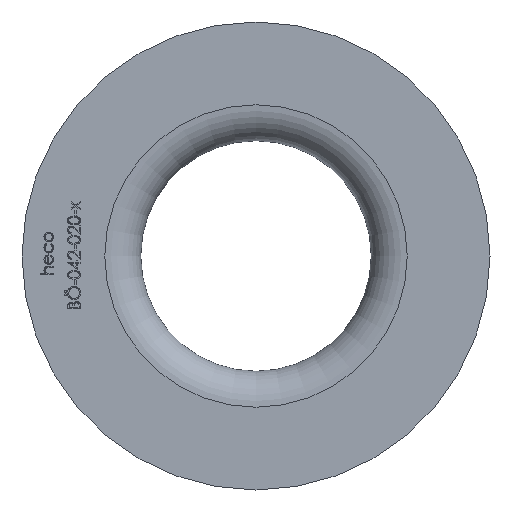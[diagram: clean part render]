
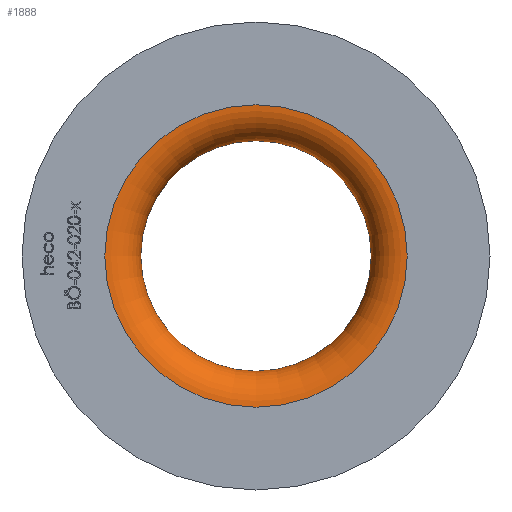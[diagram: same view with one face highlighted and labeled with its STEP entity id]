
A CAD part, left-side view. The second image highlights one B-rep face of the part: STEP entity #1888.
In plain terms, the highlighted toroidal (fillet/blend) face has major radius 25.2 mm and minor radius 6 mm.
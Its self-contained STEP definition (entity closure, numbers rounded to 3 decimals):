
#207 = ORIENTED_EDGE ( 'NONE', *, *, #3316, .F. ) ;
#358 = EDGE_LOOP ( 'NONE', ( #207 ) ) ;
#1627 = CARTESIAN_POINT ( 'NONE',  ( 6., 0., 0. ) ) ;
#1888 = ADVANCED_FACE ( 'NONE', ( #9852, #3831 ), #6795, .T. ) ;
#2057 = VERTEX_POINT ( 'NONE', #5753 ) ;
#2933 = DIRECTION ( 'NONE',  ( -1., 0., 0. ) ) ;
#3316 = EDGE_CURVE ( 'NONE', #12340, #12340, #13134, .T. ) ;
#3831 = FACE_OUTER_BOUND ( 'NONE', #12021, .T. ) ;
#4291 = ORIENTED_EDGE ( 'NONE', *, *, #14741, .T. ) ;
#4732 = DIRECTION ( 'NONE',  ( -1., 0., 0. ) ) ;
#5753 = CARTESIAN_POINT ( 'NONE',  ( 0., 0., 25.2 ) ) ;
#6465 = DIRECTION ( 'NONE',  ( 0., 0., 1. ) ) ;
#6467 = DIRECTION ( 'NONE',  ( 0., 0., 1. ) ) ;
#6795 = TOROIDAL_SURFACE ( 'NONE', #10177, 25.2, 6. ) ;
#8622 = DIRECTION ( 'NONE',  ( 0., 0., 1. ) ) ;
#8739 = AXIS2_PLACEMENT_3D ( 'NONE', #10914, #9780, #6465 ) ;
#8992 = CARTESIAN_POINT ( 'NONE',  ( 6., 0., 19.2 ) ) ;
#9780 = DIRECTION ( 'NONE',  ( -1., 0., 0. ) ) ;
#9852 = FACE_OUTER_BOUND ( 'NONE', #358, .T. ) ;
#9979 = AXIS2_PLACEMENT_3D ( 'NONE', #1627, #4732, #8622 ) ;
#10177 = AXIS2_PLACEMENT_3D ( 'NONE', #14418, #2933, #6467 ) ;
#10914 = CARTESIAN_POINT ( 'NONE',  ( 0., 0., 0. ) ) ;
#10997 = CIRCLE ( 'NONE', #8739, 25.2 ) ;
#12021 = EDGE_LOOP ( 'NONE', ( #4291 ) ) ;
#12340 = VERTEX_POINT ( 'NONE', #8992 ) ;
#13134 = CIRCLE ( 'NONE', #9979, 19.2 ) ;
#14418 = CARTESIAN_POINT ( 'NONE',  ( 6., 0., 0. ) ) ;
#14741 = EDGE_CURVE ( 'NONE', #2057, #2057, #10997, .T. ) ;
